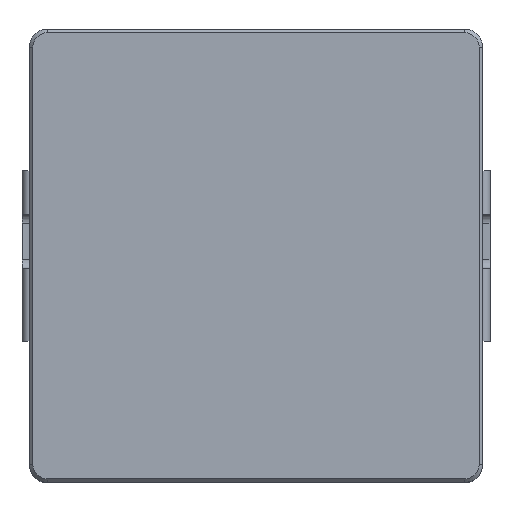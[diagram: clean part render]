
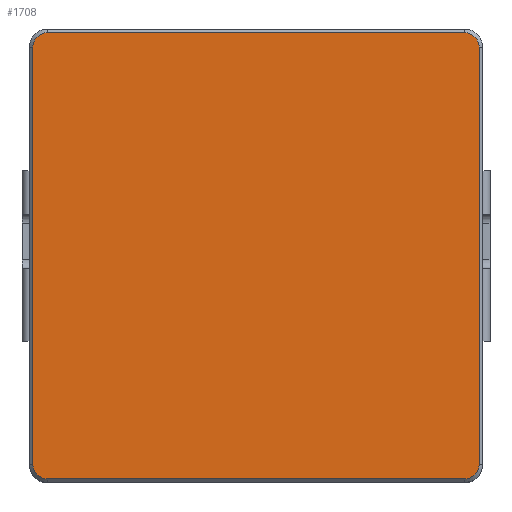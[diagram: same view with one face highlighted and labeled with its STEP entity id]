
A CAD part, top view. The second image highlights one B-rep face of the part: STEP entity #1708.
In plain terms, the highlighted planar face has unit normal (0, 0, 1).
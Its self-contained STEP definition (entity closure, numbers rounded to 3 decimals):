
#128=FACE_OUTER_BOUND($,#220,.T.);
#220=EDGE_LOOP($,(#1488,#1489,#1490,#1491,#1492,#1493,#1494,#1495));
#306=CIRCLE($,#1872,0.4);
#307=CIRCLE($,#1873,0.4);
#308=CIRCLE($,#1874,0.4);
#309=CIRCLE($,#1875,0.4);
#464=LINE($,#2845,#642);
#465=LINE($,#2849,#643);
#466=LINE($,#2853,#644);
#467=LINE($,#2857,#645);
#642=VECTOR($,#2323,11.5);
#643=VECTOR($,#2326,11.5);
#644=VECTOR($,#2329,11.5);
#645=VECTOR($,#2332,11.5);
#818=VERTEX_POINT($,#2843);
#819=VERTEX_POINT($,#2844);
#820=VERTEX_POINT($,#2846);
#821=VERTEX_POINT($,#2848);
#822=VERTEX_POINT($,#2850);
#823=VERTEX_POINT($,#2852);
#824=VERTEX_POINT($,#2854);
#825=VERTEX_POINT($,#2856);
#1048=EDGE_CURVE($,#818,#819,#464,.T.);
#1049=EDGE_CURVE($,#820,#818,#306,.T.);
#1050=EDGE_CURVE($,#821,#820,#465,.T.);
#1051=EDGE_CURVE($,#822,#821,#307,.T.);
#1052=EDGE_CURVE($,#823,#822,#466,.T.);
#1053=EDGE_CURVE($,#824,#823,#308,.T.);
#1054=EDGE_CURVE($,#825,#824,#467,.T.);
#1055=EDGE_CURVE($,#819,#825,#309,.T.);
#1488=ORIENTED_EDGE($,*,*,#1048,.F.);
#1489=ORIENTED_EDGE($,*,*,#1049,.F.);
#1490=ORIENTED_EDGE($,*,*,#1050,.F.);
#1491=ORIENTED_EDGE($,*,*,#1051,.F.);
#1492=ORIENTED_EDGE($,*,*,#1052,.F.);
#1493=ORIENTED_EDGE($,*,*,#1053,.F.);
#1494=ORIENTED_EDGE($,*,*,#1054,.F.);
#1495=ORIENTED_EDGE($,*,*,#1055,.F.);
#1624=PLANE($,#1871);
#1708=ADVANCED_FACE($,(#128),#1624,.F.);
#1871=AXIS2_PLACEMENT_3D($,#2842,#2321,#2322);
#1872=AXIS2_PLACEMENT_3D($,#2847,#2324,#2325);
#1873=AXIS2_PLACEMENT_3D($,#2851,#2327,#2328);
#1874=AXIS2_PLACEMENT_3D($,#2855,#2330,#2331);
#1875=AXIS2_PLACEMENT_3D($,#2858,#2333,#2334);
#2321=DIRECTION('center_axis',(0.,0.,-1.));
#2322=DIRECTION('ref_axis',(-1.,0.,0.));
#2323=DIRECTION($,(0.,-1.,0.));
#2324=DIRECTION('center_axis',(0.,0.,-1.));
#2325=DIRECTION('ref_axis',(-1.,0.,0.));
#2326=DIRECTION($,(1.,0.,0.));
#2327=DIRECTION('center_axis',(0.,0.,-1.));
#2328=DIRECTION('ref_axis',(-1.,0.,0.));
#2329=DIRECTION($,(0.,1.,0.));
#2330=DIRECTION('center_axis',(0.,0.,-1.));
#2331=DIRECTION('ref_axis',(-1.,0.,0.));
#2332=DIRECTION($,(-1.,0.,0.));
#2333=DIRECTION('center_axis',(0.,0.,-1.));
#2334=DIRECTION('ref_axis',(-1.,0.,0.));
#2842=CARTESIAN_POINT('Origin',(0.,0.,
6.3));
#2843=CARTESIAN_POINT('',(6.15,5.75,6.3));
#2844=CARTESIAN_POINT('',(6.15,-5.75,6.3));
#2845=CARTESIAN_POINT($,(6.15,0.,6.3));
#2846=CARTESIAN_POINT('',(5.75,6.15,6.3));
#2847=CARTESIAN_POINT('Origin',(5.75,5.75,6.3));
#2848=CARTESIAN_POINT('',(-5.75,6.15,6.3));
#2849=CARTESIAN_POINT($,(0.,6.15,6.3));
#2850=CARTESIAN_POINT('',(-6.15,5.75,6.3));
#2851=CARTESIAN_POINT('Origin',(-5.75,5.75,6.3));
#2852=CARTESIAN_POINT('',(-6.15,-5.75,6.3));
#2853=CARTESIAN_POINT($,(-6.15,0.,6.3));
#2854=CARTESIAN_POINT('',(-5.75,-6.15,6.3));
#2855=CARTESIAN_POINT('Origin',(-5.75,-5.75,6.3));
#2856=CARTESIAN_POINT('',(5.75,-6.15,6.3));
#2857=CARTESIAN_POINT($,(0.,-6.15,6.3));
#2858=CARTESIAN_POINT('Origin',(5.75,-5.75,6.3));
